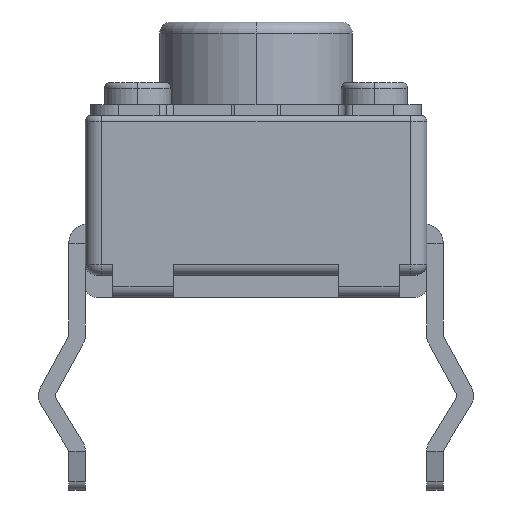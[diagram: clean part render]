
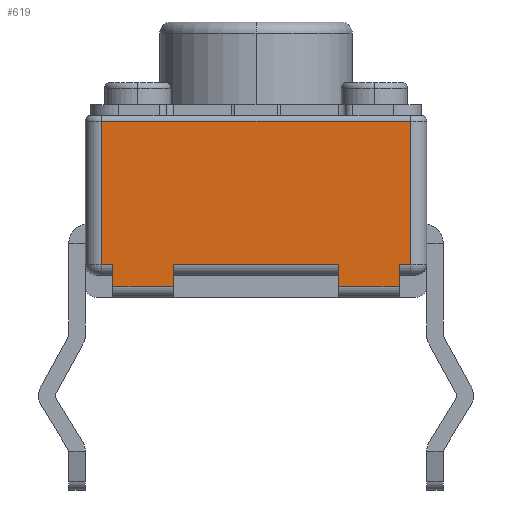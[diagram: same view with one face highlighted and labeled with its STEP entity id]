
A CAD part, front view. The second image highlights one B-rep face of the part: STEP entity #619.
In plain terms, the highlighted planar face has unit normal (0, -1, 0).
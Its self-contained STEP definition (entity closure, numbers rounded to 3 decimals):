
#619=ADVANCED_FACE('NONE',(#1358),#1359,.F.);
#1358=FACE_OUTER_BOUND('',#2224,.T.);
#1359=PLANE('',#2225);
#2224=EDGE_LOOP('',(#4055,#4056,#4057,#4058,#4059,#4060,#4061,#4062,#4063,#4064,#4065,#4066));
#2225=AXIS2_PLACEMENT_3D('',#4067,#4068,#4069);
#4055=ORIENTED_EDGE('',*,*,#5750,.F.);
#4056=ORIENTED_EDGE('',*,*,#5781,.F.);
#4057=ORIENTED_EDGE('',*,*,#5933,.F.);
#4058=ORIENTED_EDGE('',*,*,#5772,.F.);
#4059=ORIENTED_EDGE('',*,*,#5934,.F.);
#4060=ORIENTED_EDGE('',*,*,#5765,.F.);
#4061=ORIENTED_EDGE('',*,*,#5669,.F.);
#4062=ORIENTED_EDGE('',*,*,#5763,.F.);
#4063=ORIENTED_EDGE('',*,*,#5490,.F.);
#4064=ORIENTED_EDGE('',*,*,#5761,.F.);
#4065=ORIENTED_EDGE('',*,*,#5497,.F.);
#4066=ORIENTED_EDGE('',*,*,#5777,.F.);
#4067=CARTESIAN_POINT('',(0.0,-3.1,3.3));
#4068=DIRECTION('',(0.0,1.0,0.0));
#4069=DIRECTION('',(1.0,0.0,-0.0));
#5490=EDGE_CURVE('NONE',#6749,#6751,#6752,.T.);
#5497=EDGE_CURVE('NONE',#6760,#6761,#6762,.T.);
#5669=EDGE_CURVE('NONE',#7022,#7024,#7025,.T.);
#5750=EDGE_CURVE('NONE',#7148,#7150,#7151,.T.);
#5761=EDGE_CURVE('NONE',#6761,#6749,#7166,.T.);
#5763=EDGE_CURVE('NONE',#6751,#7022,#7168,.T.);
#5765=EDGE_CURVE('NONE',#7024,#7170,#7171,.T.);
#5772=EDGE_CURVE('NONE',#7180,#7182,#7183,.T.);
#5777=EDGE_CURVE('NONE',#7150,#6760,#7190,.T.);
#5781=EDGE_CURVE('NONE',#7194,#7148,#7196,.T.);
#5933=EDGE_CURVE('NONE',#7182,#7194,#7410,.T.);
#5934=EDGE_CURVE('NONE',#7170,#7180,#7411,.T.);
#6749=VERTEX_POINT('NONE',#8418);
#6751=VERTEX_POINT('NONE',#8420);
#6752=LINE('',#8421,#8422);
#6760=VERTEX_POINT('NONE',#8433);
#6761=VERTEX_POINT('NONE',#8434);
#6762=LINE('',#8435,#8436);
#7022=VERTEX_POINT('NONE',#8780);
#7024=VERTEX_POINT('NONE',#8782);
#7025=LINE('',#8783,#8784);
#7148=VERTEX_POINT('NONE',#8945);
#7150=VERTEX_POINT('NONE',#8947);
#7151=LINE('',#8948,#8949);
#7166=LINE('',#8968,#8969);
#7168=LINE('',#8971,#8972);
#7170=VERTEX_POINT('NONE',#8974);
#7171=LINE('',#8975,#8976);
#7180=VERTEX_POINT('NONE',#8988);
#7182=VERTEX_POINT('NONE',#8990);
#7183=LINE('',#8991,#8992);
#7190=LINE('',#9001,#9002);
#7194=VERTEX_POINT('NONE',#9007);
#7196=LINE('',#9009,#9010);
#7410=LINE('',#9368,#9369);
#7411=LINE('',#9370,#9371);
#8418=CARTESIAN_POINT('',(-1.5,-3.1,0.6));
#8420=CARTESIAN_POINT('',(-1.5,-3.1,0.2));
#8421=CARTESIAN_POINT('',(-1.5,-3.1,0.4));
#8422=VECTOR('',#10647,1000.0);
#8433=CARTESIAN_POINT('',(1.5,-3.1,0.2));
#8434=CARTESIAN_POINT('',(1.5,-3.1,0.6));
#8435=CARTESIAN_POINT('',(1.5,-3.1,0.4));
#8436=VECTOR('',#10654,1000.0);
#8780=CARTESIAN_POINT('',(-2.6,-3.1,0.2));
#8782=CARTESIAN_POINT('',(-2.6,-3.1,0.6));
#8783=CARTESIAN_POINT('',(-2.6,-3.1,0.4));
#8784=VECTOR('',#10874,1000.0);
#8945=CARTESIAN_POINT('',(2.6,-3.1,0.6));
#8947=CARTESIAN_POINT('',(2.6,-3.1,0.2));
#8948=CARTESIAN_POINT('',(2.6,-3.1,0.4));
#8949=VECTOR('',#10985,1000.0);
#8968=CARTESIAN_POINT('',(0.0,-3.1,0.6));
#8969=VECTOR('',#10999,1000.0);
#8971=CARTESIAN_POINT('',(0.0,-3.1,0.2));
#8972=VECTOR('',#11000,1000.0);
#8974=CARTESIAN_POINT('',(-2.8,-3.1,0.6));
#8975=CARTESIAN_POINT('',(0.0,-3.1,0.6));
#8976=VECTOR('',#11001,1000.0);
#8988=CARTESIAN_POINT('',(-2.8,-3.1,3.2));
#8990=CARTESIAN_POINT('',(2.8,-3.1,3.2));
#8991=CARTESIAN_POINT('',(0.0,-3.1,3.2));
#8992=VECTOR('',#11011,1000.0);
#9001=CARTESIAN_POINT('',(0.0,-3.1,0.2));
#9002=VECTOR('',#11017,1000.0);
#9007=CARTESIAN_POINT('',(2.8,-3.1,0.6));
#9009=CARTESIAN_POINT('',(0.0,-3.1,0.6));
#9010=VECTOR('',#11022,1000.0);
#9368=CARTESIAN_POINT('',(2.8,-3.1,3.3));
#9369=VECTOR('',#11182,1000.0);
#9370=CARTESIAN_POINT('',(-2.8,-3.1,3.3));
#9371=VECTOR('',#11183,1000.0);
#10647=DIRECTION('',(0.0,0.0,-1.0));
#10654=DIRECTION('',(0.0,0.0,1.0));
#10874=DIRECTION('',(0.0,0.0,1.0));
#10985=DIRECTION('',(0.0,0.0,-1.0));
#10999=DIRECTION('',(-1.0,0.0,0.0));
#11000=DIRECTION('',(-1.0,0.0,0.0));
#11001=DIRECTION('',(-1.0,0.0,0.0));
#11011=DIRECTION('',(1.0,0.0,0.0));
#11017=DIRECTION('',(-1.0,0.0,0.0));
#11022=DIRECTION('',(-1.0,0.0,0.0));
#11182=DIRECTION('',(0.0,0.0,-1.0));
#11183=DIRECTION('',(0.0,0.0,1.0));
